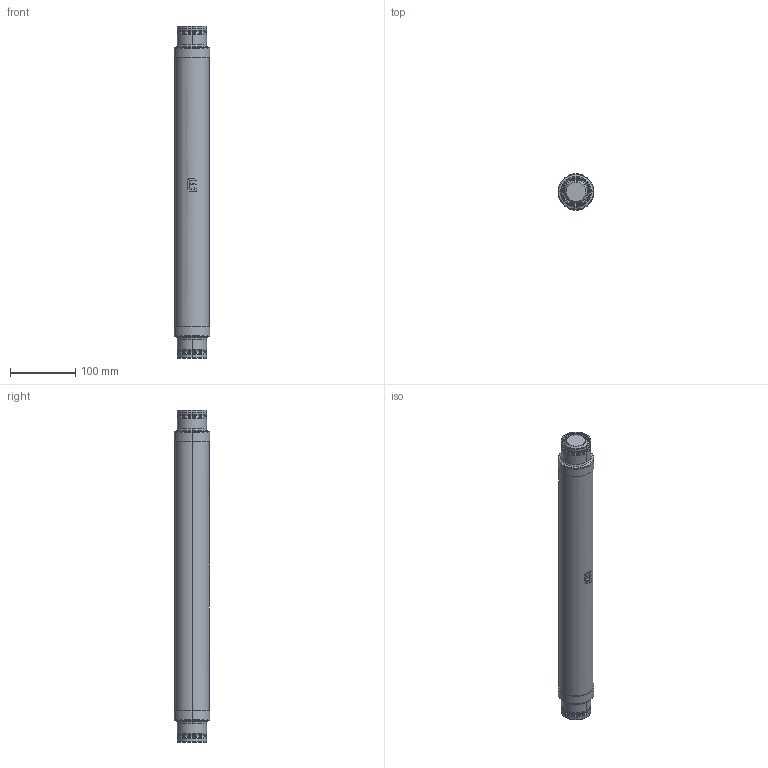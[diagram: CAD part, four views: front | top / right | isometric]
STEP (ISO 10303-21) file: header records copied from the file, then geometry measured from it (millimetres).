
FILE_DESCRIPTION((''),'2;1');
FILE_NAME('ETI_VV_442_53','2019-12-23T',('marketing.praksa'),('Audax d.o.o.'),'CREO PARAMETRIC BY PTC INC, 2017480','CREO PARAMETRIC BY PTC INC, 2017480','');
FILE_SCHEMA(('AUTOMOTIVE_DESIGN { 1 0 10303 214 1 1 1 1 }'));
Length unit declared in the file: millimetre
Products named in the file (1): ETI_VV_442_53
Bounding box: 55 x 55 x 508 mm (x, y, z)
Volume: 1079261.5 mm3; surface area: 93351 mm2
Topology: 1 solids, 2 shells, 175 faces, 444 edges, 280 vertices
Faces by surface type: torus 88, cylinder 44, plane 35, cone 8
Entity records: 6980 total; most frequent: DIRECTION 1064, CARTESIAN_POINT 1014, ORIENTED_EDGE 888, AXIS2_PLACEMENT_3D 478, PRESENTATION_STYLE_ASSIGNMENT 450, STYLED_ITEM 445, CURVE_STYLE 444, EDGE_CURVE 444
